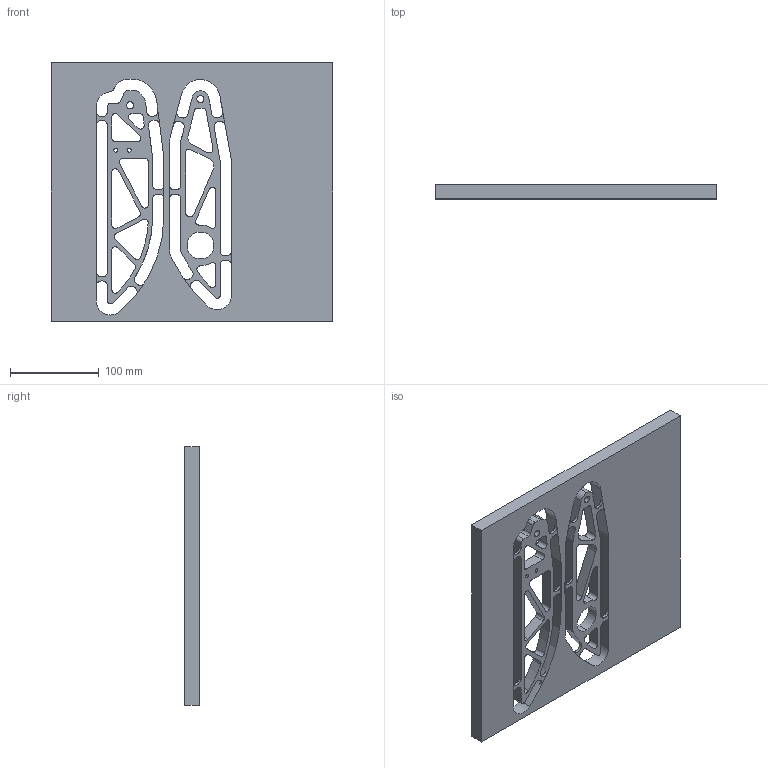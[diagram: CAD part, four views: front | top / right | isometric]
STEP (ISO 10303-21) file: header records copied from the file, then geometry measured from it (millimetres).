
FILE_DESCRIPTION (( 'STEP AP214' ), '1' );
FILE_NAME ('Pedal Stock.STEP', '2025-03-20T03:39:34', ( '' ), ( '' ), 'SwSTEP 2.0', 'SolidWorks 2024', '' );
FILE_SCHEMA (( 'AUTOMOTIVE_DESIGN' ));
Length unit declared in the file: inch
Products named in the file (1): Pedal Stock
Bounding box: 317.5 x 15.88 x 292.1 mm (x, y, z)
Volume: 1068473.3 mm3; surface area: 208988.1 mm2
Topology: 1 solids, 1 shells, 218 faces, 666 edges, 444 vertices
Faces by surface type: cylinder 133, plane 85
Entity records: 7691 total; most frequent: DIRECTION 1378, ORIENTED_EDGE 1332, CARTESIAN_POINT 1329, EDGE_CURVE 666, AXIS2_PLACEMENT_3D 493, VERTEX_POINT 444, VECTOR 392, LINE 392
